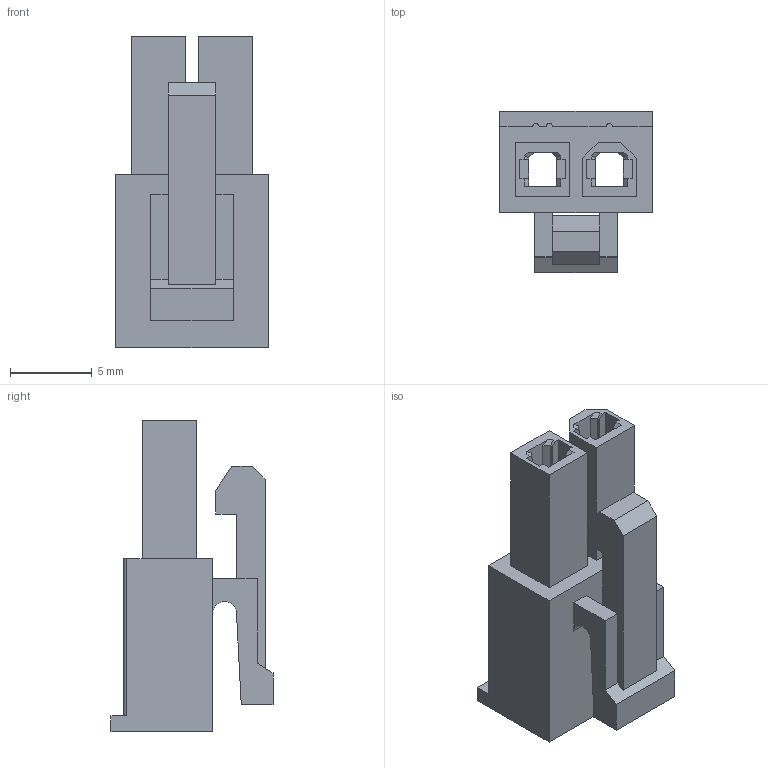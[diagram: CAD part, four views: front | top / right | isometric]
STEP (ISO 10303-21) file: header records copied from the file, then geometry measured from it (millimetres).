
FILE_DESCRIPTION( ('This file contains a STEP AP42 implementation' ,'as created by ZW3D STEP Interface translator.') ,'2;1' );
FILE_NAME( 'WF4202-1H02W01.stp' ,'231030.182240', (''), ('ZWCAD Software Co.'), 'Version 1.0', 'ZW3D to STEP translator', '' );
FILE_SCHEMA(('AUTOMOTIVE_DESIGN { 1 0 10303 214 1 1 1 1 }'));
Length unit declared in the file: millimetre
Products named in the file (2): 0; WF4202-1H02W01
Bounding box: 9.35 x 9.94 x 19.1 mm (x, y, z)
Volume: 532.1 mm3; surface area: 1269 mm2
Topology: 1 solids, 1 shells, 141 faces, 393 edges, 256 vertices
Faces by surface type: plane 136, cylinder 3, bspline 2
Entity records: 4614 total; most frequent: CARTESIAN_POINT 817, ORIENTED_EDGE 786, DIRECTION 683, EDGE_CURVE 393, VECTOR 383, LINE 383, VERTEX_POINT 256, AXIS2_PLACEMENT_3D 150
